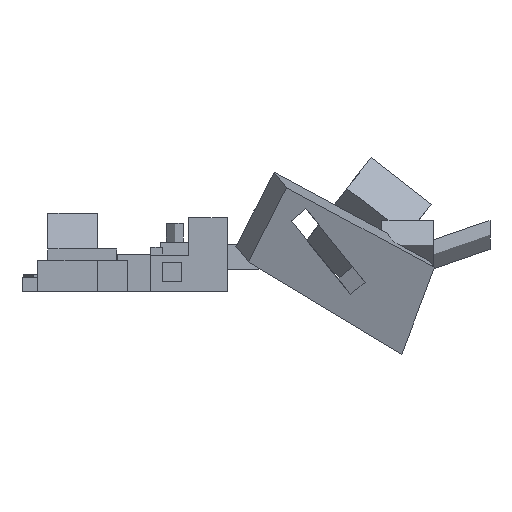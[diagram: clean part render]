
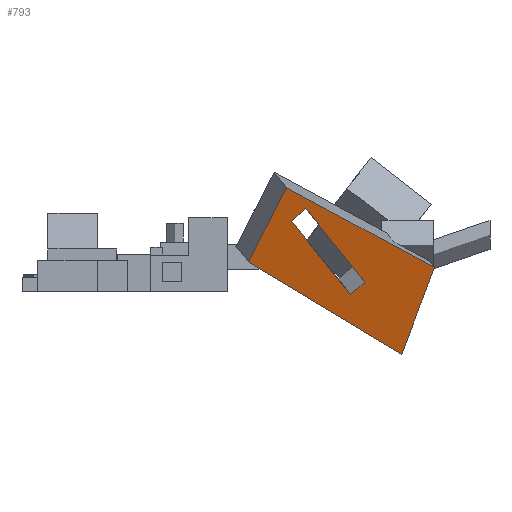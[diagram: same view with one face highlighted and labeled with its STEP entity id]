
A CAD part, left-side view. The second image highlights one B-rep face of the part: STEP entity #793.
In plain terms, the highlighted planar face has unit normal (-0.883, -0.295, -0.365).
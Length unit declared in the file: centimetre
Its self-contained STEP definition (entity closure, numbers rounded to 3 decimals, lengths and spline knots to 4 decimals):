
#793=ADVANCED_FACE('0:139',(#1054,#1055),#1056,.F.);
#1054=FACE_OUTER_BOUND('',#1368,.T.);
#1055=FACE_BOUND('',#1369,.T.);
#1056=PLANE('',#1370);
#1368=EDGE_LOOP('',(#1713,#1714,#1715,#1716));
#1369=EDGE_LOOP('',(#1717,#1718,#1719,#1720));
#1370=AXIS2_PLACEMENT_3D('',#1721,#1722,#1723);
#1713=ORIENTED_EDGE('',*,*,#2726,.F.);
#1714=ORIENTED_EDGE('',*,*,#2727,.F.);
#1715=ORIENTED_EDGE('',*,*,#2728,.F.);
#1716=ORIENTED_EDGE('',*,*,#2729,.T.);
#1717=ORIENTED_EDGE('',*,*,#2706,.F.);
#1718=ORIENTED_EDGE('',*,*,#2714,.F.);
#1719=ORIENTED_EDGE('',*,*,#2710,.F.);
#1720=ORIENTED_EDGE('',*,*,#2716,.F.);
#1721=CARTESIAN_POINT('',(-1.3155,-1.6763,-2.5444));
#1722=DIRECTION('',(0.883,0.295,0.365));
#1723=DIRECTION('',(0.0,-0.777,0.629));
#2706=EDGE_CURVE('0:47',#3027,#3028,#3029,.T.);
#2710=EDGE_CURVE('0:180',#3035,#3036,#3037,.T.);
#2714=EDGE_CURVE('0:192',#3036,#3027,#3043,.T.);
#2716=EDGE_CURVE('0:198',#3028,#3035,#3045,.T.);
#2726=EDGE_CURVE('0:228',#3061,#3062,#3063,.T.);
#2727=EDGE_CURVE('0:231',#3064,#3061,#3065,.T.);
#2728=EDGE_CURVE('0:234',#3066,#3064,#3067,.T.);
#2729=EDGE_CURVE('0:237',#3066,#3062,#3068,.T.);
#3027=VERTEX_POINT('',#3543);
#3028=VERTEX_POINT('',#3544);
#3029=LINE('',#3545,#3546);
#3035=VERTEX_POINT('',#3555);
#3036=VERTEX_POINT('',#3556);
#3037=LINE('',#3557,#3558);
#3043=LINE('',#3567,#3568);
#3045=LINE('',#3571,#3572);
#3061=VERTEX_POINT('',#3597);
#3062=VERTEX_POINT('',#3598);
#3063=LINE('',#3599,#3600);
#3064=VERTEX_POINT('',#3601);
#3065=LINE('',#3602,#3603);
#3066=VERTEX_POINT('',#3604);
#3067=LINE('',#3605,#3606);
#3068=LINE('',#3607,#3608);
#3543=CARTESIAN_POINT('',(-2.7943,-3.0709,2.1637));
#3544=CARTESIAN_POINT('',(-2.7943,-2.6823,1.8491));
#3545=CARTESIAN_POINT('',(-2.7943,-1.4013,0.8117));
#3546=VECTOR('',#4345,0.);
#3555=CARTESIAN_POINT('',(-1.4798,-4.2382,-0.0722));
#3556=CARTESIAN_POINT('',(-1.4798,-4.6267,0.2424));
#3557=CARTESIAN_POINT('',(-1.4798,-2.7434,-1.2826));
#3558=VECTOR('',#4349,0.);
#3567=CARTESIAN_POINT('',(-1.7263,-4.335,0.6027));
#3568=VECTOR('',#4353,0.);
#3571=CARTESIAN_POINT('',(-1.7263,-3.9464,0.288));
#3572=VECTOR('',#4355,0.);
#3597=CARTESIAN_POINT('',(-1.0338,-6.4394,0.631));
#3598=CARTESIAN_POINT('',(-0.3765,-5.5853,-1.6512));
#3599=CARTESIAN_POINT('',(-1.0338,-6.4394,0.631));
#3600=VECTOR('',#4365,0.);
#3601=CARTESIAN_POINT('',(-3.1934,-2.5623,2.7176));
#3602=CARTESIAN_POINT('',(-1.5502,-5.5123,1.13));
#3603=VECTOR('',#4366,0.);
#3604=CARTESIAN_POINT('',(-2.7239,-1.5636,0.7728));
#3605=CARTESIAN_POINT('',(-2.7239,-1.5636,0.7728));
#3606=VECTOR('',#4367,0.);
#3607=CARTESIAN_POINT('',(-0.7991,-4.8614,-1.2149));
#3608=VECTOR('',#4368,0.);
#4345=DIRECTION('',(0.,0.777,-0.629));
#4349=DIRECTION('',(0.,-0.777,0.629));
#4353=DIRECTION('',(-0.469,0.556,0.686));
#4355=DIRECTION('',(0.469,-0.556,-0.686));
#4365=DIRECTION('',(0.26,0.338,-0.904));
#4366=DIRECTION('',(0.44,-0.791,-0.425));
#4367=DIRECTION('',(-0.21,-0.447,0.87));
#4368=DIRECTION('',(0.447,-0.766,-0.462));
